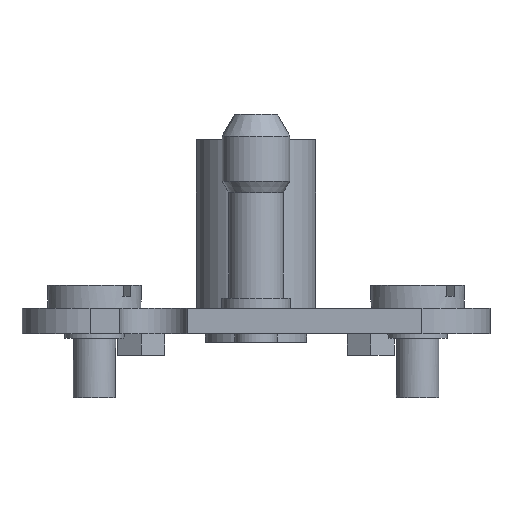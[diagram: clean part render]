
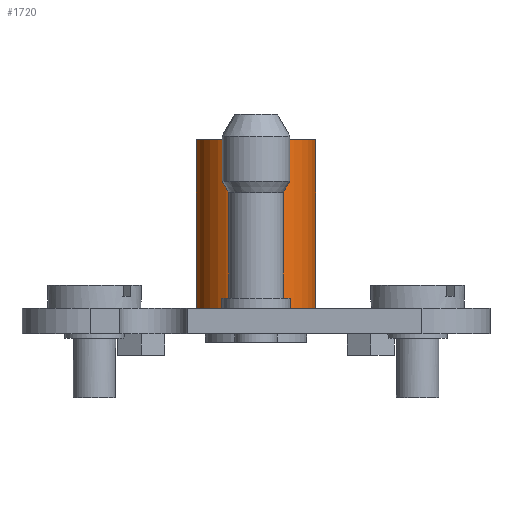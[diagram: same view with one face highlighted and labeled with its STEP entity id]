
A CAD part, left-side view. The second image highlights one B-rep face of the part: STEP entity #1720.
In plain terms, the highlighted cylindrical face has radius 7 mm (diameter 14 mm), a full revolution.
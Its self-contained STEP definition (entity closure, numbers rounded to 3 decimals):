
#680=CYLINDRICAL_SURFACE('',#4872,7.);
#749=FACE_BOUND('',#2322,.T.);
#750=FACE_BOUND('',#2323,.T.);
#1720=ADVANCED_FACE('',(#749,#750),#680,.T.);
#2322=EDGE_LOOP('',(#2734));
#2323=EDGE_LOOP('',(#2735));
#2734=ORIENTED_EDGE('',*,*,#4123,.T.);
#2735=ORIENTED_EDGE('',*,*,#4124,.T.);
#3726=VERTEX_POINT('',#6474);
#3727=VERTEX_POINT('',#6476);
#4123=EDGE_CURVE('',#3726,#3726,#4588,.T.);
#4124=EDGE_CURVE('',#3727,#3727,#4589,.T.);
#4588=CIRCLE('',#4870,7.);
#4589=CIRCLE('',#4871,7.);
#4870=AXIS2_PLACEMENT_3D('',#6473,#5350,#5351);
#4871=AXIS2_PLACEMENT_3D('',#6475,#5352,#5353);
#4872=AXIS2_PLACEMENT_3D('',#6477,#5354,#5355);
#5350=DIRECTION('',(0.,0.,1.));
#5351=DIRECTION('',(0.,1.,0.));
#5352=DIRECTION('',(0.,0.,-1.));
#5353=DIRECTION('',(1.,0.,0.));
#5354=DIRECTION('',(0.,0.,1.));
#5355=DIRECTION('',(0.,1.,0.));
#6473=CARTESIAN_POINT('',(41.,0.,0.));
#6474=CARTESIAN_POINT('',(41.,7.,0.));
#6475=CARTESIAN_POINT('',(41.,0.,19.8));
#6476=CARTESIAN_POINT('',(48.,0.,19.8));
#6477=CARTESIAN_POINT('',(41.,0.,0.));
